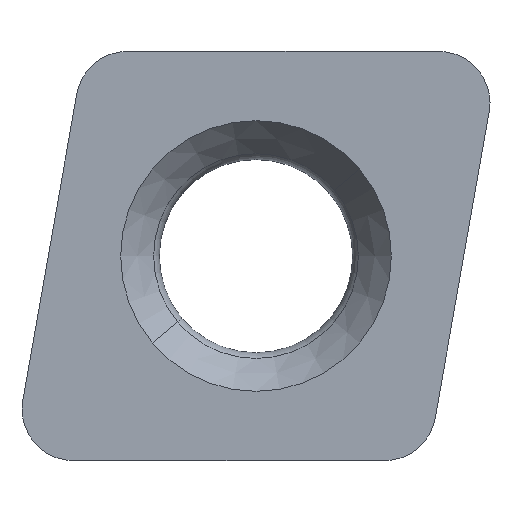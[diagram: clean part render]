
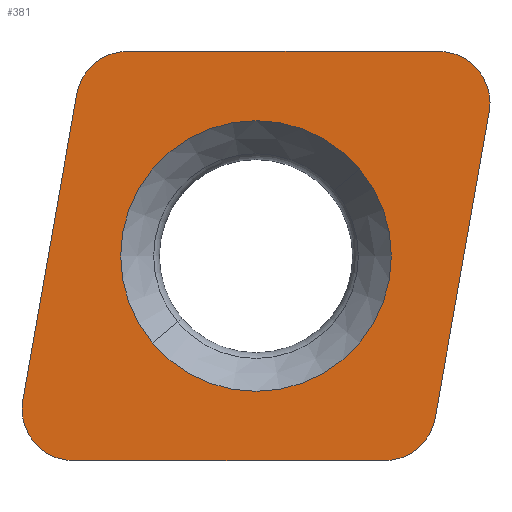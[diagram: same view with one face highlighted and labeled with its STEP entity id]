
A CAD part, top view. The second image highlights one B-rep face of the part: STEP entity #381.
In plain terms, the highlighted planar face has unit normal (0, 0, 1).
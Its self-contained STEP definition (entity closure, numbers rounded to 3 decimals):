
#19=CARTESIAN_POINT('',(0.,0.,0.));
#20=DIRECTION('',(0.,0.,-1.));
#21=DIRECTION('',(-0.766,-0.643,0.));
#22=AXIS2_PLACEMENT_3D('',#19,#20,#21);
#28=CARTESIAN_POINT('',(0.,0.,0.));
#29=DIRECTION('',(0.,0.,-1.));
#30=DIRECTION('',(0.766,0.643,0.));
#31=AXIS2_PLACEMENT_3D('',#28,#29,#30);
#36=CARTESIAN_POINT('',(-2.989,3.563,0.));
#37=DIRECTION('',(0.,0.,1.));
#38=DIRECTION('',(0.,1.,0.));
#39=AXIS2_PLACEMENT_3D('',#36,#37,#38);
#44=DIRECTION('',(1.,0.,0.));
#45=VECTOR('',#44,7.235);
#46=CARTESIAN_POINT('',(-2.989,4.763,0.));
#47=LINE('',#46,#45);
#51=CARTESIAN_POINT('',(4.246,3.563,0.));
#52=DIRECTION('',(0.,0.,1.));
#53=DIRECTION('',(0.985,-0.174,0.));
#54=AXIS2_PLACEMENT_3D('',#51,#52,#53);
#59=DIRECTION('',(-0.174,-0.985,0.));
#60=VECTOR('',#59,7.235);
#61=CARTESIAN_POINT('',(5.427,3.354,0.));
#62=LINE('',#61,#60);
#66=CARTESIAN_POINT('',(2.989,-3.563,0.));
#67=DIRECTION('',(0.,0.,1.));
#68=DIRECTION('',(0.,-1.,0.));
#69=AXIS2_PLACEMENT_3D('',#66,#67,#68);
#74=DIRECTION('',(-1.,0.,0.));
#75=VECTOR('',#74,7.235);
#76=CARTESIAN_POINT('',(2.989,-4.763,0.));
#77=LINE('',#76,#75);
#81=CARTESIAN_POINT('',(-4.246,-3.563,0.));
#82=DIRECTION('',(0.,0.,1.));
#83=DIRECTION('',(-0.985,0.174,0.));
#84=AXIS2_PLACEMENT_3D('',#81,#82,#83);
#89=DIRECTION('',(0.174,0.985,0.));
#90=VECTOR('',#89,7.235);
#91=CARTESIAN_POINT('',(-5.427,-3.354,0.));
#92=LINE('',#91,#90);
#304=CARTESIAN_POINT('',(-2.413,-2.025,
0.));
#305=CARTESIAN_POINT('',(2.413,2.025,
0.));
#306=VERTEX_POINT('',#304);
#307=VERTEX_POINT('',#305);
#324=CARTESIAN_POINT('',(-2.989,4.763,0.));
#325=VERTEX_POINT('',#324);
#326=CARTESIAN_POINT('',(-4.171,3.771,0.));
#327=VERTEX_POINT('',#326);
#332=CARTESIAN_POINT('',(-5.427,-3.354,0.));
#333=VERTEX_POINT('',#332);
#334=CARTESIAN_POINT('',(-4.246,-4.763,0.));
#335=VERTEX_POINT('',#334);
#340=CARTESIAN_POINT('',(2.989,-4.763,0.));
#341=VERTEX_POINT('',#340);
#342=CARTESIAN_POINT('',(4.171,-3.771,0.));
#343=VERTEX_POINT('',#342);
#348=CARTESIAN_POINT('',(5.427,3.354,0.));
#349=VERTEX_POINT('',#348);
#350=CARTESIAN_POINT('',(4.246,4.763,0.));
#351=VERTEX_POINT('',#350);
#352=CARTESIAN_POINT('',(0.,0.,0.));
#353=DIRECTION('',(0.,0.,1.));
#354=DIRECTION('',(0.643,-0.766,0.));
#355=AXIS2_PLACEMENT_3D('',#352,#353,#354);
#356=PLANE('',#355);
#358=ORIENTED_EDGE('',*,*,#357,.F.);
#360=ORIENTED_EDGE('',*,*,#359,.T.);
#362=ORIENTED_EDGE('',*,*,#361,.F.);
#364=ORIENTED_EDGE('',*,*,#363,.T.);
#366=ORIENTED_EDGE('',*,*,#365,.F.);
#368=ORIENTED_EDGE('',*,*,#367,.T.);
#370=ORIENTED_EDGE('',*,*,#369,.F.);
#372=ORIENTED_EDGE('',*,*,#371,.T.);
#373=EDGE_LOOP('',(#358,#360,#362,#364,#366,#368,#370,#372));
#374=FACE_OUTER_BOUND('',#373,.F.);
#376=ORIENTED_EDGE('',*,*,#375,.F.);
#378=ORIENTED_EDGE('',*,*,#377,.F.);
#379=EDGE_LOOP('',(#376,#378));
#380=FACE_BOUND('',#379,.F.);
#23=CIRCLE('',#22,3.15);
#32=CIRCLE('',#31,3.15);
#40=CIRCLE('',#39,1.2);
#55=CIRCLE('',#54,1.2);
#70=CIRCLE('',#69,1.2);
#85=CIRCLE('',#84,1.2);
#357=EDGE_CURVE('',#325,#327,#40,.T.);
#359=EDGE_CURVE('',#325,#351,#47,.T.);
#361=EDGE_CURVE('',#349,#351,#55,.T.);
#363=EDGE_CURVE('',#349,#343,#62,.T.);
#365=EDGE_CURVE('',#341,#343,#70,.T.);
#367=EDGE_CURVE('',#341,#335,#77,.T.);
#369=EDGE_CURVE('',#333,#335,#85,.T.);
#371=EDGE_CURVE('',#333,#327,#92,.T.);
#375=EDGE_CURVE('',#306,#307,#23,.T.);
#377=EDGE_CURVE('',#307,#306,#32,.T.);
#381=ADVANCED_FACE('',(#374,#380),#356,.T.);
